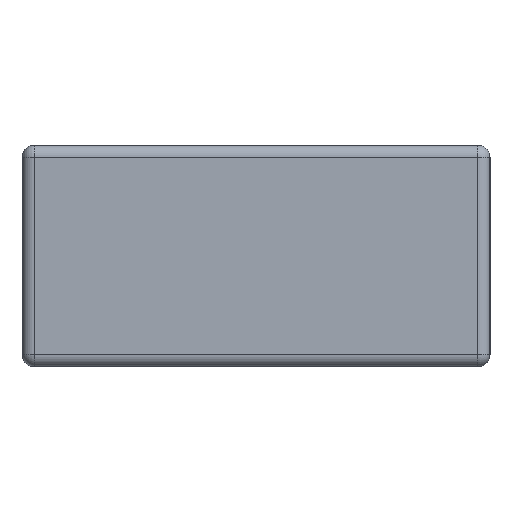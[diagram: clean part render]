
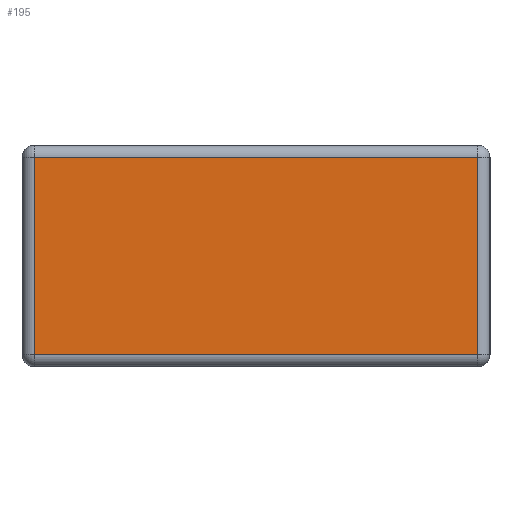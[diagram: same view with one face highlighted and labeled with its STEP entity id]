
A CAD part, left-side view. The second image highlights one B-rep face of the part: STEP entity #195.
In plain terms, the highlighted planar face has unit normal (-1, 0, 0).
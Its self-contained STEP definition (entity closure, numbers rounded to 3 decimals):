
#180 = ORIENTED_EDGE ( 'NONE', *, *, #181, .T. ) ;
#181 = EDGE_CURVE ( 'NONE', #258, #251, #895, .T. ) ;
#195 = ADVANCED_FACE ( 'NONE', ( #943 ), #985, .F. ) ;
#196 = EDGE_LOOP ( 'NONE', ( #197, #253, #256, #180 ) ) ;
#197 = ORIENTED_EDGE ( 'NONE', *, *, #198, .T. ) ;
#198 = EDGE_CURVE ( 'NONE', #251, #252, #980, .T. ) ;
#251 = VERTEX_POINT ( 'NONE', #1101 ) ;
#252 = VERTEX_POINT ( 'NONE', #1156 ) ;
#253 = ORIENTED_EDGE ( 'NONE', *, *, #254, .T. ) ;
#254 = EDGE_CURVE ( 'NONE', #252, #255, #1155, .T. ) ;
#255 = VERTEX_POINT ( 'NONE', #1151 ) ;
#256 = ORIENTED_EDGE ( 'NONE', *, *, #257, .T. ) ;
#257 = EDGE_CURVE ( 'NONE', #255, #258, #1150, .T. ) ;
#258 = VERTEX_POINT ( 'NONE', #1146 ) ;
#892 = DIRECTION ( 'NONE',  ( 0., 0., 1. ) ) ;
#893 = VECTOR ( 'NONE', #892, 1000. ) ;
#894 = CARTESIAN_POINT ( 'NONE',  ( -2.25, 0.05, 0.45 ) ) ;
#895 = LINE ( 'NONE', #894, #893 ) ;
#943 = FACE_OUTER_BOUND ( 'NONE', #196, .T. ) ;
#977 = DIRECTION ( 'NONE',  ( 0., 1., 0. ) ) ;
#978 = VECTOR ( 'NONE', #977, 1000. ) ;
#979 = CARTESIAN_POINT ( 'NONE',  ( -2.25, 1.9, 0.4 ) ) ;
#980 = LINE ( 'NONE', #979, #978 ) ;
#981 = DIRECTION ( 'NONE',  ( 0., 0., -1. ) ) ;
#982 = DIRECTION ( 'NONE',  ( 1., 0., 0. ) ) ;
#983 = CARTESIAN_POINT ( 'NONE',  ( -2.25, 1.9, 0.45 ) ) ;
#984 = AXIS2_PLACEMENT_3D ( 'NONE', #983, #982, #981 ) ;
#985 = PLANE ( 'NONE',  #984 ) ;
#1101 = CARTESIAN_POINT ( 'NONE',  ( -2.25, 0.05, 0.4 ) ) ;
#1146 = CARTESIAN_POINT ( 'NONE',  ( -2.25, 0.05, -0.4 ) ) ;
#1147 = DIRECTION ( 'NONE',  ( 0., -1., 0. ) ) ;
#1148 = VECTOR ( 'NONE', #1147, 1000. ) ;
#1149 = CARTESIAN_POINT ( 'NONE',  ( -2.25, 1.9, -0.4 ) ) ;
#1150 = LINE ( 'NONE', #1149, #1148 ) ;
#1151 = CARTESIAN_POINT ( 'NONE',  ( -2.25, 1.85, -0.4 ) ) ;
#1152 = DIRECTION ( 'NONE',  ( 0., 0., -1. ) ) ;
#1153 = VECTOR ( 'NONE', #1152, 1000. ) ;
#1154 = CARTESIAN_POINT ( 'NONE',  ( -2.25, 1.85, 0.45 ) ) ;
#1155 = LINE ( 'NONE', #1154, #1153 ) ;
#1156 = CARTESIAN_POINT ( 'NONE',  ( -2.25, 1.85, 0.4 ) ) ;
